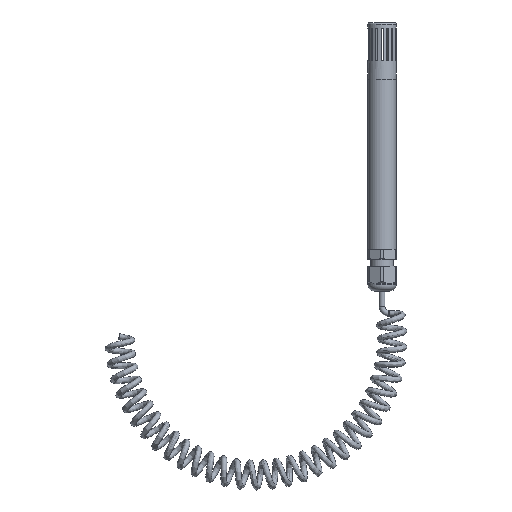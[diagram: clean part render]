
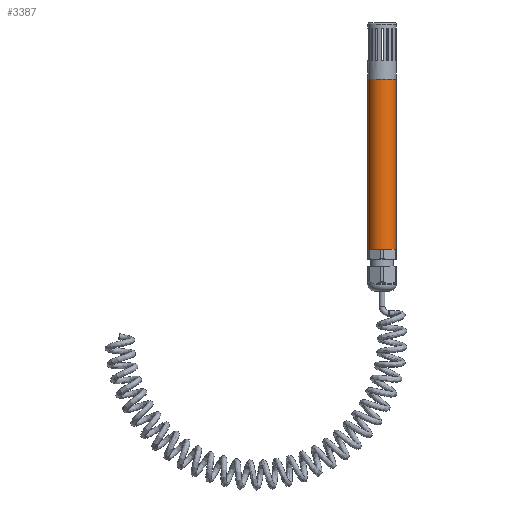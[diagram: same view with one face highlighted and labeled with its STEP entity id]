
A CAD part, front view. The second image highlights one B-rep face of the part: STEP entity #3387.
In plain terms, the highlighted cylindrical face has radius 7.5 mm (diameter 15 mm), a full revolution.
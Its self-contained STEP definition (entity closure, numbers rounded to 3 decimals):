
#354=LINE('',#12334,#628);
#628=VECTOR('',#4223,7.5);
#874=CYLINDRICAL_SURFACE('',#3691,7.5);
#958=FACE_OUTER_BOUND('',#1149,.T.);
#1149=EDGE_LOOP('',(#2582,#2583,#2584,#2585));
#1357=CIRCLE('',#3692,7.5);
#1358=CIRCLE('',#3693,7.5);
#1532=VERTEX_POINT('',#12331);
#1533=VERTEX_POINT('',#12333);
#1923=EDGE_CURVE('',#1532,#1532,#1357,.T.);
#1924=EDGE_CURVE('',#1532,#1533,#354,.T.);
#1925=EDGE_CURVE('',#1533,#1533,#1358,.T.);
#2582=ORIENTED_EDGE('',*,*,#1923,.F.);
#2583=ORIENTED_EDGE('',*,*,#1924,.T.);
#2584=ORIENTED_EDGE('',*,*,#1925,.T.);
#2585=ORIENTED_EDGE('',*,*,#1924,.F.);
#3387=ADVANCED_FACE('',(#958),#874,.T.);
#3691=AXIS2_PLACEMENT_3D('',#12330,#4219,#4220);
#3692=AXIS2_PLACEMENT_3D('',#12332,#4221,#4222);
#3693=AXIS2_PLACEMENT_3D('',#12335,#4224,#4225);
#4219=DIRECTION('center_axis',(0.,0.,1.));
#4220=DIRECTION('ref_axis',(1.,0.,0.));
#4221=DIRECTION('center_axis',(0.,0.,1.));
#4222=DIRECTION('ref_axis',(1.,0.,0.));
#4223=DIRECTION('',(0.,0.,-1.));
#4224=DIRECTION('center_axis',(0.,0.,1.));
#4225=DIRECTION('ref_axis',(1.,0.,0.));
#12330=CARTESIAN_POINT('Origin',(0.,0.,0.));
#12331=CARTESIAN_POINT('',(-7.5,0.,90.));
#12332=CARTESIAN_POINT('Origin',(0.,0.,90.));
#12333=CARTESIAN_POINT('',(-7.5,0.,0.));
#12334=CARTESIAN_POINT('',(-7.5,0.,0.));
#12335=CARTESIAN_POINT('Origin',(0.,0.,0.));
